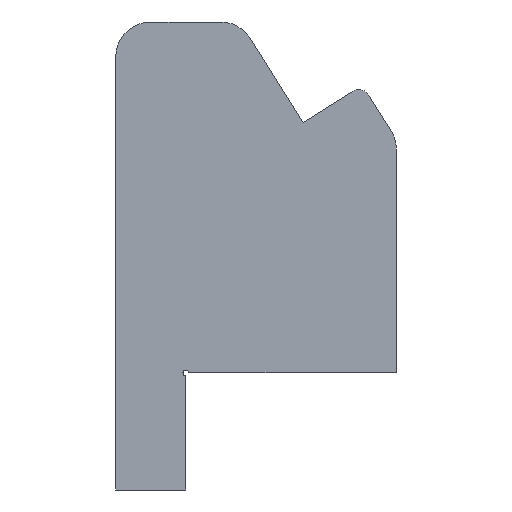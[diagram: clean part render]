
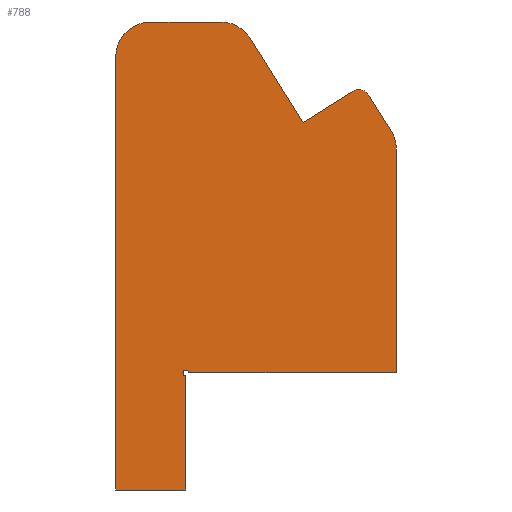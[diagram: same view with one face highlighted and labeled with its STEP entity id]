
A CAD part, front view. The second image highlights one B-rep face of the part: STEP entity #788.
In plain terms, the highlighted planar face has unit normal (0, -1, 0).
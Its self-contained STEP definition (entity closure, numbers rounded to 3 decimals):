
#23=CIRCLE('',#810,1.);
#28=CIRCLE('',#818,3.);
#29=CIRCLE('',#821,3.);
#30=CIRCLE('',#823,3.);
#31=CIRCLE('',#826,0.25);
#61=PLANE('',#842);
#102=FACE_OUTER_BOUND('',#150,.T.);
#150=EDGE_LOOP('',(#717,#718,#719,#720,#721,#722,#723,#724,#725,#726,#727,
#728,#729,#730));
#184=LINE('',#1420,#248);
#195=LINE('',#1453,#259);
#200=LINE('',#1466,#264);
#204=LINE('',#1476,#268);
#205=LINE('',#1479,#269);
#207=LINE('',#1488,#271);
#211=LINE('',#1502,#275);
#213=LINE('',#1506,#277);
#214=LINE('',#1508,#278);
#248=VECTOR('',#896,10.);
#259=VECTOR('',#923,10.);
#264=VECTOR('',#938,10.);
#268=VECTOR('',#948,10.);
#269=VECTOR('',#951,10.);
#271=VECTOR('',#961,10.);
#275=VECTOR('',#979,10.);
#277=VECTOR('',#983,10.);
#278=VECTOR('',#986,10.);
#357=VERTEX_POINT('',#1410);
#358=VERTEX_POINT('',#1412);
#360=VERTEX_POINT('',#1418);
#372=VERTEX_POINT('',#1446);
#373=VERTEX_POINT('',#1448);
#374=VERTEX_POINT('',#1452);
#375=VERTEX_POINT('',#1456);
#376=VERTEX_POINT('',#1460);
#377=VERTEX_POINT('',#1462);
#378=VERTEX_POINT('',#1468);
#379=VERTEX_POINT('',#1469);
#380=VERTEX_POINT('',#1474);
#381=VERTEX_POINT('',#1478);
#388=VERTEX_POINT('',#1504);
#454=EDGE_CURVE('',#357,#358,#23,.T.);
#458=EDGE_CURVE('',#357,#360,#184,.T.);
#472=EDGE_CURVE('',#372,#373,#28,.T.);
#474=EDGE_CURVE('',#374,#373,#195,.T.);
#476=EDGE_CURVE('',#374,#375,#29,.T.);
#479=EDGE_CURVE('',#376,#377,#30,.T.);
#481=EDGE_CURVE('',#376,#358,#200,.T.);
#482=EDGE_CURVE('',#378,#379,#31,.T.);
#486=EDGE_CURVE('',#379,#380,#204,.T.);
#487=EDGE_CURVE('',#381,#378,#205,.T.);
#492=EDGE_CURVE('',#380,#377,#207,.T.);
#499=EDGE_CURVE('',#360,#375,#211,.T.);
#501=EDGE_CURVE('',#372,#388,#213,.T.);
#502=EDGE_CURVE('',#388,#381,#214,.T.);
#717=ORIENTED_EDGE('',*,*,#454,.F.);
#718=ORIENTED_EDGE('',*,*,#458,.T.);
#719=ORIENTED_EDGE('',*,*,#499,.T.);
#720=ORIENTED_EDGE('',*,*,#476,.F.);
#721=ORIENTED_EDGE('',*,*,#474,.T.);
#722=ORIENTED_EDGE('',*,*,#472,.F.);
#723=ORIENTED_EDGE('',*,*,#501,.T.);
#724=ORIENTED_EDGE('',*,*,#502,.T.);
#725=ORIENTED_EDGE('',*,*,#487,.T.);
#726=ORIENTED_EDGE('',*,*,#482,.T.);
#727=ORIENTED_EDGE('',*,*,#486,.T.);
#728=ORIENTED_EDGE('',*,*,#492,.T.);
#729=ORIENTED_EDGE('',*,*,#479,.F.);
#730=ORIENTED_EDGE('',*,*,#481,.T.);
#788=ADVANCED_FACE('',(#102),#61,.T.);
#810=AXIS2_PLACEMENT_3D('',#1413,#889,#890);
#818=AXIS2_PLACEMENT_3D('',#1449,#918,#919);
#821=AXIS2_PLACEMENT_3D('',#1457,#927,#928);
#823=AXIS2_PLACEMENT_3D('',#1463,#933,#934);
#826=AXIS2_PLACEMENT_3D('',#1470,#941,#942);
#842=AXIS2_PLACEMENT_3D('',#1509,#987,#988);
#889=DIRECTION('center_axis',(0.,1.,0.));
#890=DIRECTION('ref_axis',(0.223,0.,0.975));
#896=DIRECTION('',(-0.847,0.,-0.531));
#918=DIRECTION('center_axis',(0.,1.,0.));
#919=DIRECTION('ref_axis',(-0.707,0.,0.707));
#923=DIRECTION('',(-1.,0.,0.));
#927=DIRECTION('center_axis',(0.,1.,0.));
#928=DIRECTION('ref_axis',(0.484,0.,0.875));
#933=DIRECTION('center_axis',(0.,1.,0.));
#934=DIRECTION('ref_axis',(0.961,0.,0.277));
#938=DIRECTION('',(-0.531,0.,0.847));
#941=DIRECTION('center_axis',(0.,1.,0.));
#942=DIRECTION('ref_axis',(1.,0.,0.));
#948=DIRECTION('',(1.,0.,0.));
#951=DIRECTION('',(0.,0.,1.));
#961=DIRECTION('',(0.,0.,1.));
#979=DIRECTION('',(-0.531,0.,0.847));
#983=DIRECTION('',(0.,0.,-1.));
#986=DIRECTION('',(1.,0.,0.));
#987=DIRECTION('center_axis',(0.,-1.,0.));
#988=DIRECTION('ref_axis',(0.,0.,1.));
#1410=CARTESIAN_POINT('',(387.55,147.375,-69.006));
#1412=CARTESIAN_POINT('',(388.928,147.375,-69.321));
#1413=CARTESIAN_POINT('Origin',(388.081,147.375,-69.853));
#1418=CARTESIAN_POINT('',(383.314,147.375,-71.663));
#1420=CARTESIAN_POINT('',(370.498,147.375,-79.704));
#1446=CARTESIAN_POINT('',(367.3,147.375,-66.075));
#1448=CARTESIAN_POINT('',(370.3,147.375,-63.075));
#1449=CARTESIAN_POINT('Origin',(370.3,147.375,-66.075));
#1452=CARTESIAN_POINT('',(376.267,147.375,-63.075));
#1453=CARTESIAN_POINT('',(367.3,147.375,-63.075));
#1456=CARTESIAN_POINT('',(378.808,147.375,-64.481));
#1457=CARTESIAN_POINT('Origin',(376.267,147.375,-66.075));
#1460=CARTESIAN_POINT('',(390.824,147.375,-72.344));
#1462=CARTESIAN_POINT('',(391.283,147.375,-73.938));
#1463=CARTESIAN_POINT('Origin',(388.283,147.375,-73.938));
#1466=CARTESIAN_POINT('',(393.206,147.375,-76.139));
#1468=CARTESIAN_POINT('',(373.3,147.375,-93.325));
#1469=CARTESIAN_POINT('',(373.55,147.375,-93.075));
#1470=CARTESIAN_POINT('Origin',(373.3,147.375,-93.075));
#1474=CARTESIAN_POINT('',(391.283,147.375,-93.075));
#1476=CARTESIAN_POINT('',(379.292,147.375,-93.075));
#1478=CARTESIAN_POINT('',(373.3,147.375,-103.075));
#1479=CARTESIAN_POINT('',(373.3,147.375,-98.075));
#1488=CARTESIAN_POINT('',(391.283,147.375,-88.075));
#1502=CARTESIAN_POINT('',(385.429,147.375,-75.034));
#1504=CARTESIAN_POINT('',(367.3,147.375,-103.075));
#1506=CARTESIAN_POINT('',(367.3,147.375,-103.075));
#1508=CARTESIAN_POINT('',(370.3,147.375,-103.075));
#1509=CARTESIAN_POINT('Origin',(367.3,147.375,-103.075));
